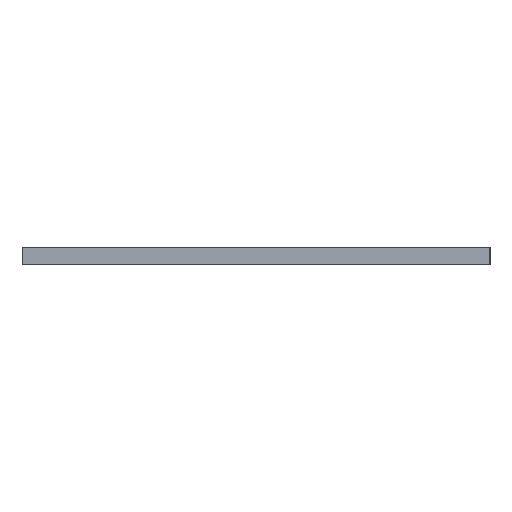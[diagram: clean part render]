
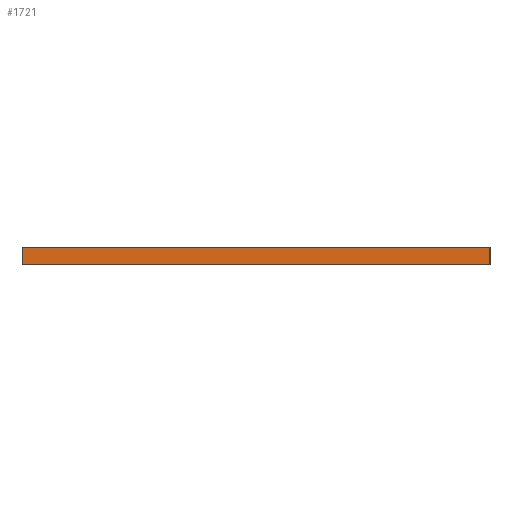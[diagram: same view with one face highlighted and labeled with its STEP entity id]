
A CAD part, left-side view. The second image highlights one B-rep face of the part: STEP entity #1721.
In plain terms, the highlighted planar face has unit normal (-1, 0, 0).
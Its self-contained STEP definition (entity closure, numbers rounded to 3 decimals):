
#151=PLANE('',#1953);
#297=FACE_OUTER_BOUND('',#375,.T.);
#375=EDGE_LOOP('',(#1485,#1486,#1487,#1488));
#589=LINE('',#2909,#673);
#590=LINE('',#2911,#674);
#591=LINE('',#2913,#675);
#592=LINE('',#2914,#676);
#673=VECTOR('',#2459,10.);
#674=VECTOR('',#2460,10.);
#675=VECTOR('',#2461,10.);
#676=VECTOR('',#2462,10.);
#965=VERTEX_POINT('',#2907);
#966=VERTEX_POINT('',#2908);
#967=VERTEX_POINT('',#2910);
#968=VERTEX_POINT('',#2912);
#1185=EDGE_CURVE('',#965,#966,#589,.T.);
#1186=EDGE_CURVE('',#966,#967,#590,.T.);
#1187=EDGE_CURVE('',#968,#967,#591,.T.);
#1188=EDGE_CURVE('',#965,#968,#592,.T.);
#1485=ORIENTED_EDGE('',*,*,#1185,.T.);
#1486=ORIENTED_EDGE('',*,*,#1186,.T.);
#1487=ORIENTED_EDGE('',*,*,#1187,.F.);
#1488=ORIENTED_EDGE('',*,*,#1188,.F.);
#1721=ADVANCED_FACE('',(#297),#151,.T.);
#1953=AXIS2_PLACEMENT_3D('',#2906,#2457,#2458);
#2457=DIRECTION('center_axis',(-1.,0.,0.));
#2458=DIRECTION('ref_axis',(0.,1.,0.));
#2459=DIRECTION('',(0.,1.,0.));
#2460=DIRECTION('',(0.,0.,-1.));
#2461=DIRECTION('',(0.,1.,0.));
#2462=DIRECTION('',(0.,0.,-1.));
#2906=CARTESIAN_POINT('Origin',(-32.6,-26.6,0.));
#2907=CARTESIAN_POINT('',(-32.6,-26.6,0.));
#2908=CARTESIAN_POINT('',(-32.6,26.6,0.));
#2909=CARTESIAN_POINT('',(-32.6,-26.6,0.));
#2910=CARTESIAN_POINT('',(-32.6,26.6,-2.));
#2911=CARTESIAN_POINT('',(-32.6,26.6,0.));
#2912=CARTESIAN_POINT('',(-32.6,-26.6,-2.));
#2913=CARTESIAN_POINT('',(-32.6,-26.6,-2.));
#2914=CARTESIAN_POINT('',(-32.6,-26.6,0.));
